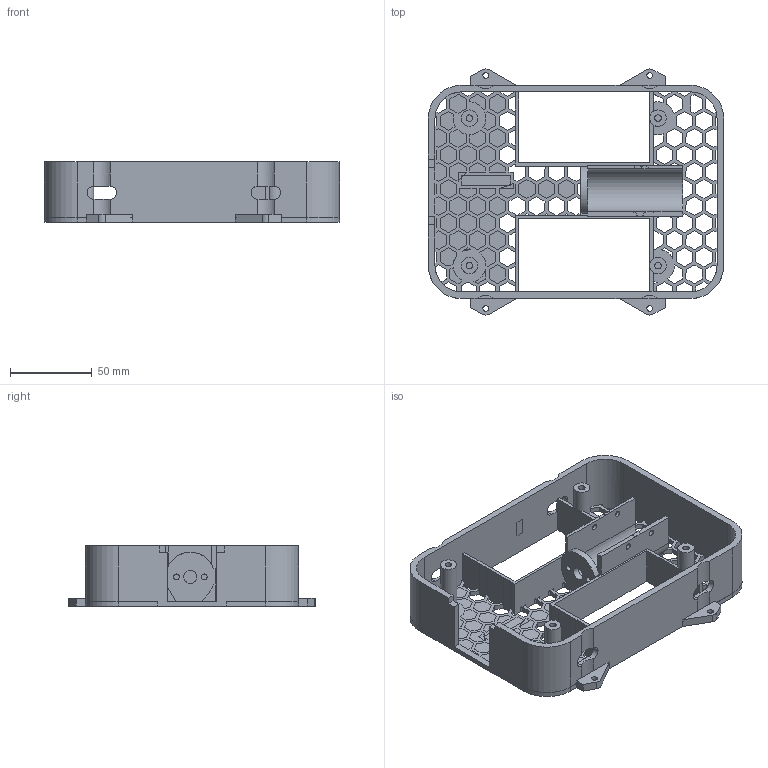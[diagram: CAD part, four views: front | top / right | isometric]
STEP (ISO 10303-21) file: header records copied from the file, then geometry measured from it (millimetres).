
FILE_DESCRIPTION(/* description */ (''),/* implementation_level */ '2;1');
FILE_NAME(/* name */ 'Lower Frame.step',/* time_stamp */ '2024-09-11T13:48:17+02:00',/* author */ (''),/* organization */ (''),/* preprocessor_version */ 'ST-DEVELOPER v20',/* originating_system */ 'Autodesk Translation Framework v13.14.0.145',/* authorisation */ '');
FILE_SCHEMA (('AUTOMOTIVE_DESIGN { 1 0 10303 214 3 1 1 }'));
Length unit declared in the file: millimetre
Products named in the file (1): Lower Frame
Bounding box: 180 x 150.11 x 37 mm (x, y, z)
Volume: 136295.2 mm3; surface area: 96827.5 mm2
Topology: 1 solids, 1 shells, 885 faces, 2907 edges, 1948 vertices
Faces by surface type: plane 808, cylinder 77
Full cylindrical faces by diameter (mm): 3.5 x10, 4 x4, 8 x1, 10 x4
Entity records: 32065 total; most frequent: ORIENTED_EDGE 5822, CARTESIAN_POINT 5793, DIRECTION 4850, EDGE_CURVE 2911, LINE 2712, VECTOR 2712, VERTEX_POINT 1948, EDGE_LOOP 1121
